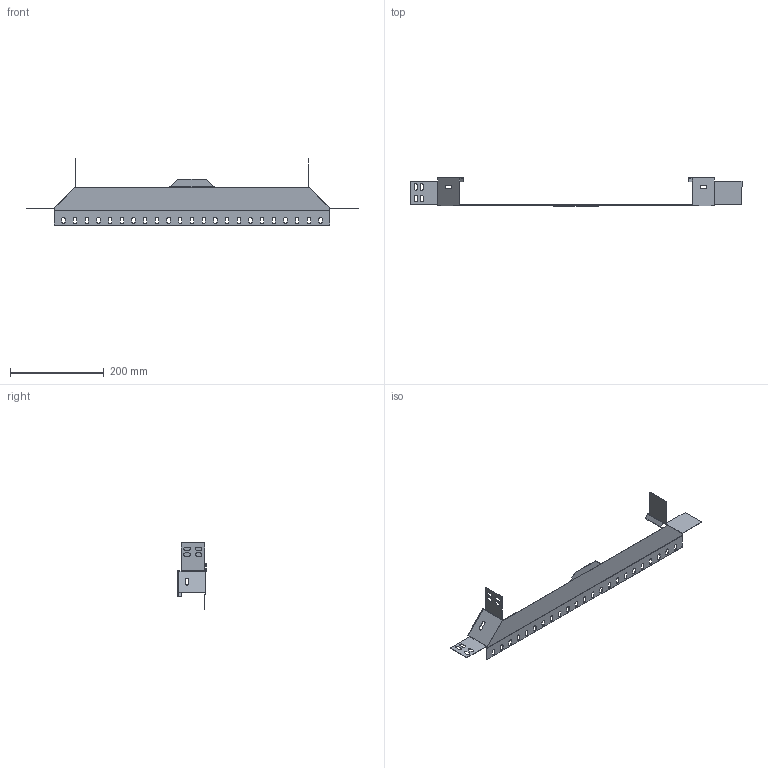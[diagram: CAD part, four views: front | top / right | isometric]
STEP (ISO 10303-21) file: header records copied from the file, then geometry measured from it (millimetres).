
FILE_DESCRIPTION (( 'STEP AP214' ), '1' );
FILE_NAME ('6040260.stp', '2018-10-02T13:45:29', ( '' ), ( '' ), 'SwSTEP 2.0', 'SolidWorks 2018', '' );
FILE_SCHEMA (( 'AUTOMOTIVE_DESIGN' ));
Length unit declared in the file: millimetre
Products named in the file (1): 6040260
Bounding box: 710.13 x 60.9 x 141.6 mm (x, y, z)
Volume: 46434.1 mm3; surface area: 134990 mm2
Topology: 1 solids, 1 shells, 279 faces, 799 edges, 522 vertices
Faces by surface type: plane 168, cylinder 107, bspline 4
Entity records: 9331 total; most frequent: CARTESIAN_POINT 1735, ORIENTED_EDGE 1598, DIRECTION 1541, EDGE_CURVE 799, VECTOR 561, LINE 561, VERTEX_POINT 522, AXIS2_PLACEMENT_3D 490
